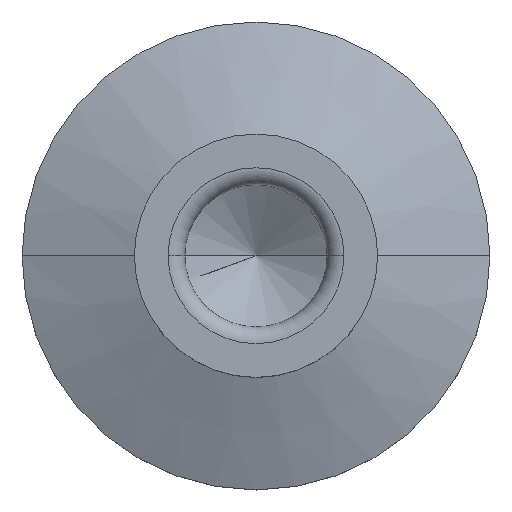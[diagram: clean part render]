
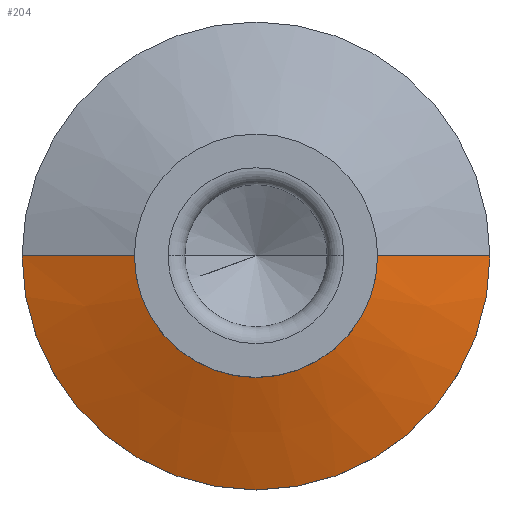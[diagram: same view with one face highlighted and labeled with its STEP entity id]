
A CAD part, top view. The second image highlights one B-rep face of the part: STEP entity #204.
In plain terms, the highlighted conical face has half-angle 69.027 degrees and reference radius 9.5 mm.
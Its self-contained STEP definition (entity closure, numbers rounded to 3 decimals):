
#98=EDGE_CURVE('',#218,#194,#258,.T.);
#112=EDGE_CURVE('',#170,#226,#275,.T.);
#114=EDGE_CURVE('',#226,#194,#277,.T.);
#170=VERTEX_POINT('',#340);
#194=VERTEX_POINT('',#369);
#204=ADVANCED_FACE('',(#379),#380,.T.);
#210=EDGE_CURVE('',#218,#170,#386,.T.);
#218=VERTEX_POINT('',#395);
#226=VERTEX_POINT('',#405);
#258=CIRCLE('',#429,12.5);
#275=CIRCLE('',#448,6.5);
#277=LINE('',#451,#452);
#340=CARTESIAN_POINT('',(6.5,0.,1.5));
#369=CARTESIAN_POINT('',(-12.5,0.,-0.8));
#379=FACE_OUTER_BOUND('',#582,.T.);
#380=CONICAL_SURFACE('',#583,9.5,1.205);
#386=LINE('',#593,#594);
#395=CARTESIAN_POINT('',(12.5,0.,-0.8));
#405=CARTESIAN_POINT('',(-6.5,0.,1.5));
#429=AXIS2_PLACEMENT_3D('',#636,#637,#638);
#448=AXIS2_PLACEMENT_3D('',#666,#667,#668);
#451=CARTESIAN_POINT('',(-9.5,0.,0.35));
#452=VECTOR('',#669,1.0);
#582=EDGE_LOOP('',(#803,#804,#805,#806));
#583=AXIS2_PLACEMENT_3D('',#807,#808,#809);
#593=CARTESIAN_POINT('',(9.5,0.,0.35));
#594=VECTOR('',#814,1.0);
#636=CARTESIAN_POINT('',(0.0,0.,-0.8));
#637=DIRECTION('',(-0.0,0.0,-1.0));
#638=DIRECTION('',(-1.0,0.,0.0));
#666=CARTESIAN_POINT('',(0.0,0.,1.5));
#667=DIRECTION('',(-0.0,0.0,-1.0));
#668=DIRECTION('',(-1.0,0.,0.0));
#669=DIRECTION('',(-0.934,0.,-0.358));
#803=ORIENTED_EDGE('',*,*,#114,.T.);
#804=ORIENTED_EDGE('',*,*,#98,.F.);
#805=ORIENTED_EDGE('',*,*,#210,.T.);
#806=ORIENTED_EDGE('',*,*,#112,.T.);
#807=CARTESIAN_POINT('',(0.0,0.,0.35));
#808=DIRECTION('',(-0.0,-0.0,-1.0));
#809=DIRECTION('',(-1.0,0.,0.0));
#814=DIRECTION('',(-0.934,0.,0.358));
